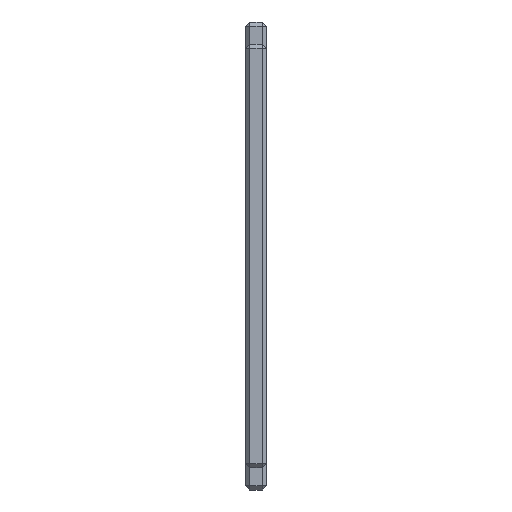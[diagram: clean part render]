
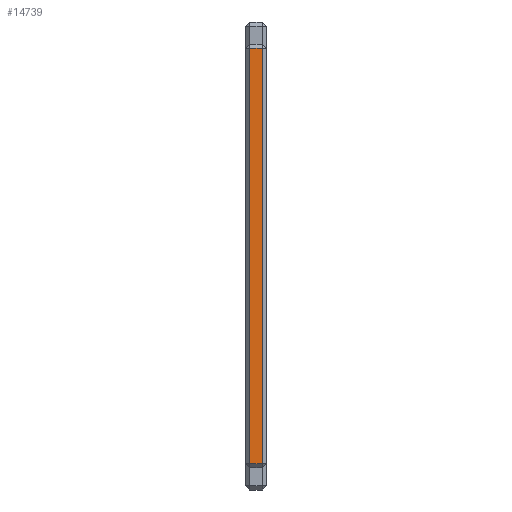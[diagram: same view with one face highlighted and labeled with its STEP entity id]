
A CAD part, left-side view. The second image highlights one B-rep face of the part: STEP entity #14739.
In plain terms, the highlighted planar face has unit normal (-1, 0, 0).
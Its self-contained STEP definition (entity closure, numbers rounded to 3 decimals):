
#1867=DIRECTION('',(0.,0.,1.));
#1868=VECTOR('',#1867,102.);
#1869=CARTESIAN_POINT('',(-272.5,302.,-110.));
#1870=LINE('',#1869,#1868);
#3521=DIRECTION('',(0.,1.,0.));
#3522=VECTOR('',#3521,3.);
#3523=CARTESIAN_POINT('',(-272.5,299.,-110.));
#3524=LINE('',#3523,#3522);
#3556=DIRECTION('',(0.,-1.,0.));
#3557=VECTOR('',#3556,3.);
#3558=CARTESIAN_POINT('',(-272.5,302.,-8.));
#3559=LINE('',#3558,#3557);
#4489=DIRECTION('',(0.,0.,-1.));
#4490=VECTOR('',#4489,102.);
#4491=CARTESIAN_POINT('',(-272.5,299.,-8.));
#4492=LINE('',#4491,#4490);
#10219=CARTESIAN_POINT('',(-272.5,299.,-110.));
#10220=CARTESIAN_POINT('',(-272.5,302.,-110.));
#10221=VERTEX_POINT('',#10219);
#10222=VERTEX_POINT('',#10220);
#10223=CARTESIAN_POINT('',(-272.5,299.,-8.));
#10224=VERTEX_POINT('',#10223);
#10225=CARTESIAN_POINT('',(-272.5,302.,-8.));
#10226=VERTEX_POINT('',#10225);
#14726=CARTESIAN_POINT('',(-272.5,0.,-16.5));
#14727=DIRECTION('',(-1.,0.,0.));
#14728=DIRECTION('',(0.,0.,1.));
#14729=AXIS2_PLACEMENT_3D('',#14726,#14727,#14728);
#14730=PLANE('',#14729);
#14731=ORIENTED_EDGE('',*,*,#14711,.T.);
#14732=ORIENTED_EDGE('',*,*,#12702,.T.);
#14734=ORIENTED_EDGE('',*,*,#14733,.T.);
#14736=ORIENTED_EDGE('',*,*,#14735,.T.);
#14737=EDGE_LOOP('',(#14731,#14732,#14734,#14736));
#14738=FACE_OUTER_BOUND('',#14737,.F.);
#12702=EDGE_CURVE('',#10222,#10226,#1870,.T.);
#14711=EDGE_CURVE('',#10221,#10222,#3524,.T.);
#14733=EDGE_CURVE('',#10226,#10224,#3559,.T.);
#14735=EDGE_CURVE('',#10224,#10221,#4492,.T.);
#14739=ADVANCED_FACE('',(#14738),#14730,.T.);
